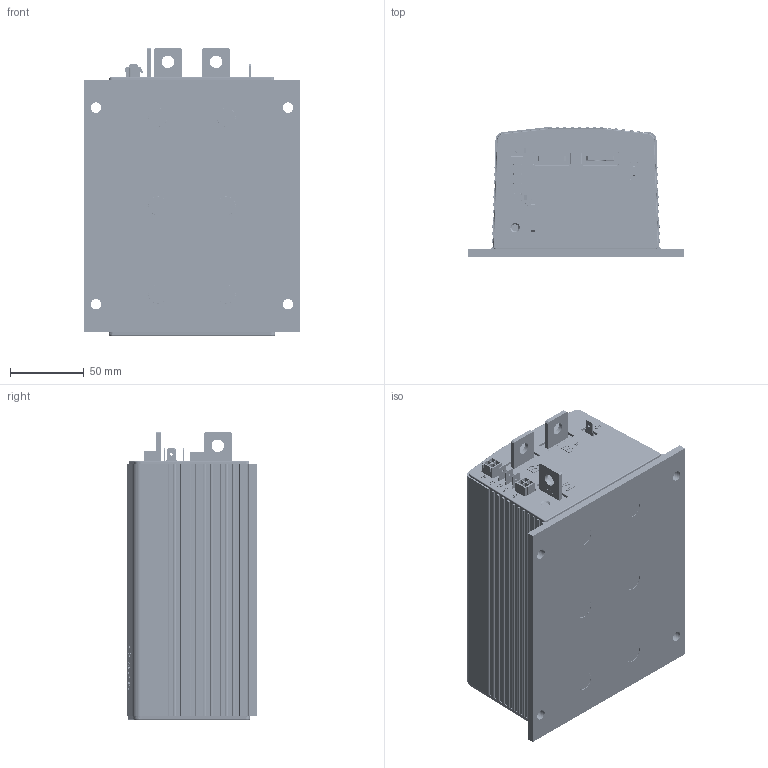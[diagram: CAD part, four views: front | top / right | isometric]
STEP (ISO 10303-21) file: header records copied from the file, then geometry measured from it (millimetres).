
FILE_DESCRIPTION((''),'2;1');
FILE_NAME('M700-VR1-0423_ASM_ASM','2021-04-23T17:07:12',('a1041500'),(''),'CREO PARAMETRIC BY PTC INC, 2019471','CREO PARAMETRIC BY PTC INC, 2019471','');
FILE_SCHEMA(('CONFIG_CONTROL_DESIGN'));
Products named in the file (1): M700-VR1-0423_ASM_ASM
Bounding box: 146 x 88 x 195.7 mm (x, y, z)
Volume: 904320.6 mm3; surface area: 361371 mm2
Topology: 5 solids, 70 shells, 8709 faces, 23268 edges, 15406 vertices
Faces by surface type: plane 6420, cylinder 1595, torus 356, cone 178, bspline 100, extrusion 60
Entity records: 280071 total; most frequent: CARTESIAN_POINT 59199, ORIENTED_EDGE 46342, DIRECTION 44312, EDGE_CURVE 23268, VECTOR 17832, LINE 17772, VERTEX_POINT 15417, AXIS2_PLACEMENT_3D 13240
